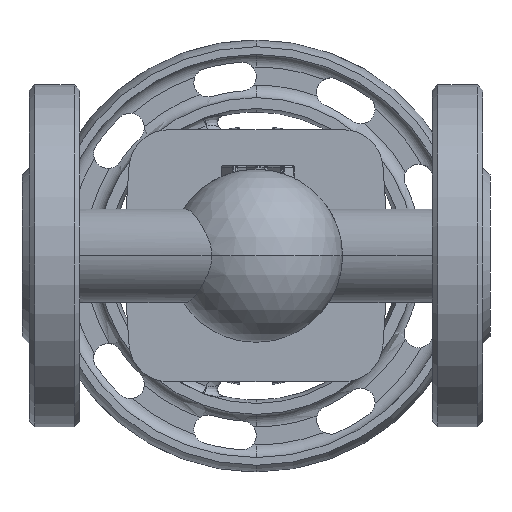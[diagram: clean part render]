
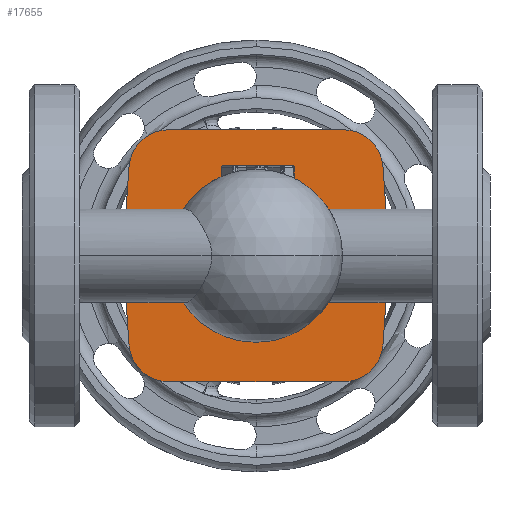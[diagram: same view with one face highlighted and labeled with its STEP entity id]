
A CAD part, front view. The second image highlights one B-rep face of the part: STEP entity #17655.
In plain terms, the highlighted planar face has unit normal (0, -1, 0).
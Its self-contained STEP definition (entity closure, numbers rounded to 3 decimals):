
#223 = EDGE_CURVE ( 'NONE', #27036, #6953, #11381, .T. ) ;
#537 = LINE ( 'NONE', #30068, #33874 ) ;
#610 = LINE ( 'NONE', #8394, #14576 ) ;
#617 = VERTEX_POINT ( 'NONE', #4837 ) ;
#1679 = EDGE_CURVE ( 'NONE', #18210, #10548, #5210, .T. ) ;
#2256 = CARTESIAN_POINT ( 'NONE',  ( 0., 30., 0. ) ) ;
#2860 = CARTESIAN_POINT ( 'NONE',  ( -24.295, 30., 35. ) ) ;
#3083 = AXIS2_PLACEMENT_3D ( 'NONE', #14913, #33313, #17573 ) ;
#4317 = PLANE ( 'NONE',  #11981 ) ;
#4675 = FACE_BOUND ( 'NONE', #23131, .T. ) ;
#4798 = AXIS2_PLACEMENT_3D ( 'NONE', #20571, #4817, #23196 ) ;
#4817 = DIRECTION ( 'NONE',  ( 0., -1., 0. ) ) ;
#4837 = CARTESIAN_POINT ( 'NONE',  ( 24.295, 30., -35. ) ) ;
#4911 = DIRECTION ( 'NONE',  ( 0., 0., 1. ) ) ;
#5210 = CIRCLE ( 'NONE', #29046, 24. ) ;
#5220 = EDGE_LOOP ( 'NONE', ( #20848, #28549, #31309, #29197, #21792, #27729, #31407, #11182, #17999, #5413 ) ) ;
#5245 = VERTEX_POINT ( 'NONE', #18808 ) ;
#5413 = ORIENTED_EDGE ( 'NONE', *, *, #32306, .F. ) ;
#6158 = ORIENTED_EDGE ( 'NONE', *, *, #34050, .F. ) ;
#6254 = LINE ( 'NONE', #11255, #19401 ) ;
#6805 = CIRCLE ( 'NONE', #4798, 11. ) ;
#6953 = VERTEX_POINT ( 'NONE', #13040 ) ;
#6962 = DIRECTION ( 'NONE',  ( 0., 0., 1. ) ) ;
#7163 = VERTEX_POINT ( 'NONE', #11441 ) ;
#7229 = CARTESIAN_POINT ( 'NONE',  ( 24.295, 30., 24. ) ) ;
#8164 = DIRECTION ( 'NONE',  ( 0., -1., 0. ) ) ;
#8394 = CARTESIAN_POINT ( 'NONE',  ( -34.553, 30., 35. ) ) ;
#8778 = DIRECTION ( 'NONE',  ( 0., -1., 0. ) ) ;
#9852 = DIRECTION ( 'NONE',  ( 0., 0., 1. ) ) ;
#10548 = VERTEX_POINT ( 'NONE', #29733 ) ;
#10569 = VECTOR ( 'NONE', #33370, 1000. ) ;
#10845 = VERTEX_POINT ( 'NONE', #12693 ) ;
#11182 = ORIENTED_EDGE ( 'NONE', *, *, #16997, .F. ) ;
#11255 = CARTESIAN_POINT ( 'NONE',  ( -34.553, 30., -35. ) ) ;
#11381 = LINE ( 'NONE', #17741, #10569 ) ;
#11441 = CARTESIAN_POINT ( 'NONE',  ( 24.295, 30., 35. ) ) ;
#11659 = FACE_OUTER_BOUND ( 'NONE', #5220, .T. ) ;
#11981 = AXIS2_PLACEMENT_3D ( 'NONE', #27898, #22705, #6962 ) ;
#12693 = CARTESIAN_POINT ( 'NONE',  ( -24.295, 30., -35. ) ) ;
#13040 = CARTESIAN_POINT ( 'NONE',  ( 37., 30., 0. ) ) ;
#13527 = DIRECTION ( 'NONE',  ( -0.07, 0., -0.998 ) ) ;
#13679 = CIRCLE ( 'NONE', #26576, 11. ) ;
#13702 = VECTOR ( 'NONE', #13527, 1000. ) ;
#13807 = EDGE_CURVE ( 'NONE', #617, #5245, #17744, .T. ) ;
#13813 = CARTESIAN_POINT ( 'NONE',  ( -37., 30., 0. ) ) ;
#14320 = DIRECTION ( 'NONE',  ( 0.07, 0., 0.998 ) ) ;
#14373 = VERTEX_POINT ( 'NONE', #13813 ) ;
#14576 = VECTOR ( 'NONE', #26781, 1000. ) ;
#14703 = AXIS2_PLACEMENT_3D ( 'NONE', #23894, #8164, #26540 ) ;
#14913 = CARTESIAN_POINT ( 'NONE',  ( -24.295, 30., 24. ) ) ;
#14984 = EDGE_CURVE ( 'NONE', #26972, #26614, #27977, .T. ) ;
#16866 = LINE ( 'NONE', #33187, #21420 ) ;
#16946 = AXIS2_PLACEMENT_3D ( 'NONE', #2256, #20678, #4911 ) ;
#16997 = EDGE_CURVE ( 'NONE', #26972, #7163, #610, .T. ) ;
#17573 = DIRECTION ( 'NONE',  ( 0., 0., 1. ) ) ;
#17655 = ADVANCED_FACE ( 'NONE', ( #4675, #11659 ), #4317, .F. ) ;
#17741 = CARTESIAN_POINT ( 'NONE',  ( 37., 30., 0. ) ) ;
#17744 = CIRCLE ( 'NONE', #14703, 11. ) ;
#17999 = ORIENTED_EDGE ( 'NONE', *, *, #14984, .T. ) ;
#18210 = VERTEX_POINT ( 'NONE', #20936 ) ;
#18350 = EDGE_CURVE ( 'NONE', #617, #10845, #6254, .T. ) ;
#18808 = CARTESIAN_POINT ( 'NONE',  ( 35.268, 30., -24.767 ) ) ;
#19401 = VECTOR ( 'NONE', #29626, 1000. ) ;
#20571 = CARTESIAN_POINT ( 'NONE',  ( -24.295, 30., -24. ) ) ;
#20678 = DIRECTION ( 'NONE',  ( 0., -1., 0. ) ) ;
#20848 = ORIENTED_EDGE ( 'NONE', *, *, #33952, .F. ) ;
#20936 = CARTESIAN_POINT ( 'NONE',  ( 24., 30., 0. ) ) ;
#21420 = VECTOR ( 'NONE', #22860, 1000. ) ;
#21792 = ORIENTED_EDGE ( 'NONE', *, *, #25634, .F. ) ;
#22705 = DIRECTION ( 'NONE',  ( 0., 1., 0. ) ) ;
#22860 = DIRECTION ( 'NONE',  ( -0.07, 0., 0.998 ) ) ;
#23131 = EDGE_LOOP ( 'NONE', ( #6158, #28311 ) ) ;
#23196 = DIRECTION ( 'NONE',  ( 0., 0., 1. ) ) ;
#23894 = CARTESIAN_POINT ( 'NONE',  ( 24.295, 30., -24. ) ) ;
#24522 = DIRECTION ( 'NONE',  ( 0., 0., 1. ) ) ;
#25603 = DIRECTION ( 'NONE',  ( 0., -1., 0. ) ) ;
#25634 = EDGE_CURVE ( 'NONE', #6953, #5245, #33044, .T. ) ;
#26322 = CARTESIAN_POINT ( 'NONE',  ( 34.553, 30., -35. ) ) ;
#26540 = DIRECTION ( 'NONE',  ( 0., 0., 1. ) ) ;
#26576 = AXIS2_PLACEMENT_3D ( 'NONE', #7229, #25603, #9852 ) ;
#26614 = VERTEX_POINT ( 'NONE', #31974 ) ;
#26781 = DIRECTION ( 'NONE',  ( 1., 0., 0. ) ) ;
#26972 = VERTEX_POINT ( 'NONE', #2860 ) ;
#27036 = VERTEX_POINT ( 'NONE', #29520 ) ;
#27183 = CARTESIAN_POINT ( 'NONE',  ( 0., 30., 0. ) ) ;
#27729 = ORIENTED_EDGE ( 'NONE', *, *, #223, .F. ) ;
#27898 = CARTESIAN_POINT ( 'NONE',  ( 0., 30., 0. ) ) ;
#27977 = CIRCLE ( 'NONE', #3083, 11. ) ;
#28311 = ORIENTED_EDGE ( 'NONE', *, *, #1679, .F. ) ;
#28549 = ORIENTED_EDGE ( 'NONE', *, *, #29434, .T. ) ;
#28714 = CARTESIAN_POINT ( 'NONE',  ( -35.268, 30., -24.767 ) ) ;
#29046 = AXIS2_PLACEMENT_3D ( 'NONE', #27183, #8778, #24522 ) ;
#29197 = ORIENTED_EDGE ( 'NONE', *, *, #13807, .T. ) ;
#29434 = EDGE_CURVE ( 'NONE', #29504, #10845, #6805, .T. ) ;
#29504 = VERTEX_POINT ( 'NONE', #28714 ) ;
#29520 = CARTESIAN_POINT ( 'NONE',  ( 35.268, 30., 24.767 ) ) ;
#29626 = DIRECTION ( 'NONE',  ( -1., 0., 0. ) ) ;
#29733 = CARTESIAN_POINT ( 'NONE',  ( -24., 30., 0. ) ) ;
#30068 = CARTESIAN_POINT ( 'NONE',  ( -37., 30., 0. ) ) ;
#31261 = CIRCLE ( 'NONE', #16946, 24. ) ;
#31309 = ORIENTED_EDGE ( 'NONE', *, *, #18350, .F. ) ;
#31407 = ORIENTED_EDGE ( 'NONE', *, *, #32355, .T. ) ;
#31974 = CARTESIAN_POINT ( 'NONE',  ( -35.268, 30., 24.767 ) ) ;
#32306 = EDGE_CURVE ( 'NONE', #14373, #26614, #537, .T. ) ;
#32355 = EDGE_CURVE ( 'NONE', #27036, #7163, #13679, .T. ) ;
#33044 = LINE ( 'NONE', #26322, #13702 ) ;
#33187 = CARTESIAN_POINT ( 'NONE',  ( -34.553, 30., -35. ) ) ;
#33313 = DIRECTION ( 'NONE',  ( 0., -1., 0. ) ) ;
#33370 = DIRECTION ( 'NONE',  ( 0.07, 0., -0.998 ) ) ;
#33874 = VECTOR ( 'NONE', #14320, 1000. ) ;
#33952 = EDGE_CURVE ( 'NONE', #29504, #14373, #16866, .T. ) ;
#34050 = EDGE_CURVE ( 'NONE', #10548, #18210, #31261, .T. ) ;
